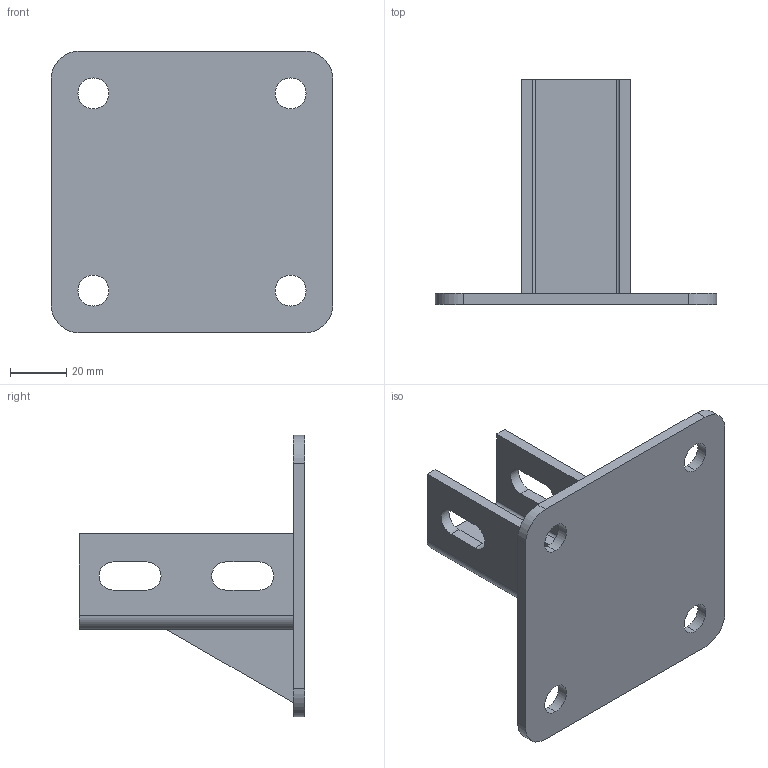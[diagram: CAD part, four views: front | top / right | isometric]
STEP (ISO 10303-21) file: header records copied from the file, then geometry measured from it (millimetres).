
FILE_DESCRIPTION (( 'STEP AP203' ), '1' );
FILE_NAME ('ALF-FS-G30.step', '2024-08-16T12:37:55', ( '' ), ( '' ), 'SwSTEP 2.0', 'SolidWorks 2022', '' );
FILE_SCHEMA (( 'CONFIG_CONTROL_DESIGN' ));
Length unit declared in the file: millimetre
Products named in the file (1): ALF-FS-G30
Bounding box: 100 x 80 x 100 mm (x, y, z)
Volume: 66614.3 mm3; surface area: 36809.9 mm2
Topology: 1 solids, 1 shells, 50 faces, 141 edges, 94 vertices
Faces by surface type: plane 26, cylinder 24
Entity records: 1742 total; most frequent: DIRECTION 291, CARTESIAN_POINT 286, ORIENTED_EDGE 282, EDGE_CURVE 141, AXIS2_PLACEMENT_3D 99, VERTEX_POINT 94, LINE 93, VECTOR 93
